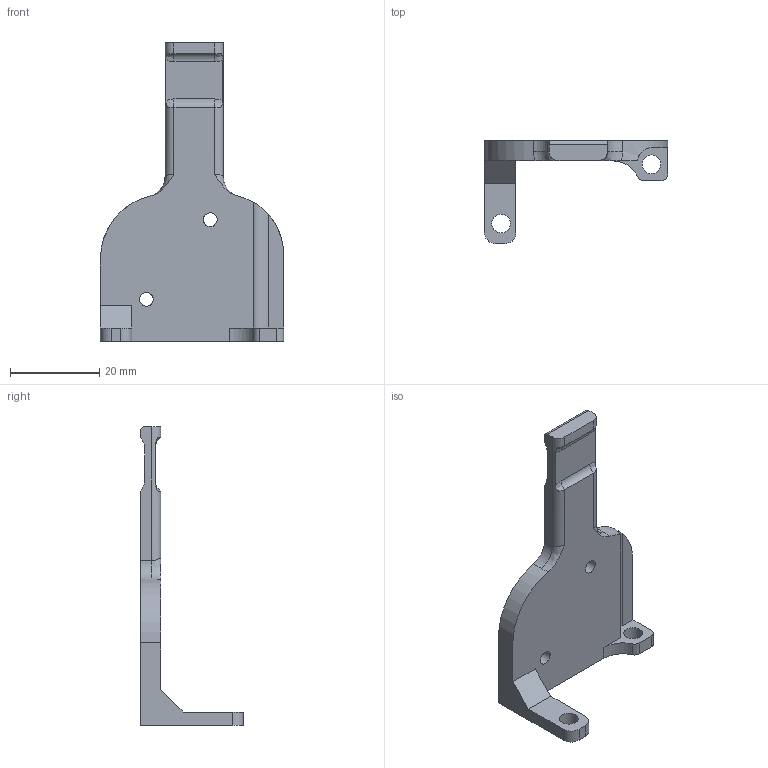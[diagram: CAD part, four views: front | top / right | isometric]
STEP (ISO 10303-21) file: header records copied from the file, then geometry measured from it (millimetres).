
FILE_DESCRIPTION(/* description */ (''),/* implementation_level */ '2;1');
FILE_NAME(/* name */ 'Mantis_HARTK_PCB_Mount.step',/* time_stamp */ '2021-11-02T21:59:12-04:00',/* author */ (''),/* organization */ (''),/* preprocessor_version */ 'ST-DEVELOPER v18.1',/* originating_system */ 'Autodesk Translation Framework v10.10.0.1391',/* authorisation */ '');
FILE_SCHEMA (('AUTOMOTIVE_DESIGN { 1 0 10303 214 3 1 1 }'));
Length unit declared in the file: millimetre
Products named in the file (1): Mount
Bounding box: 41.08 x 23.04 x 67 mm (x, y, z)
Volume: 7421.4 mm3; surface area: 4779.3 mm2
Topology: 1 solids, 1 shells, 46 faces, 130 edges, 86 vertices
Faces by surface type: cylinder 19, plane 19, bspline 8
Full cylindrical faces by diameter (mm): 4.2 x2
Entity records: 1986 total; most frequent: CARTESIAN_POINT 747, ORIENTED_EDGE 260, DIRECTION 237, EDGE_CURVE 130, VERTEX_POINT 86, AXIS2_PLACEMENT_3D 83, LINE 71, VECTOR 71
